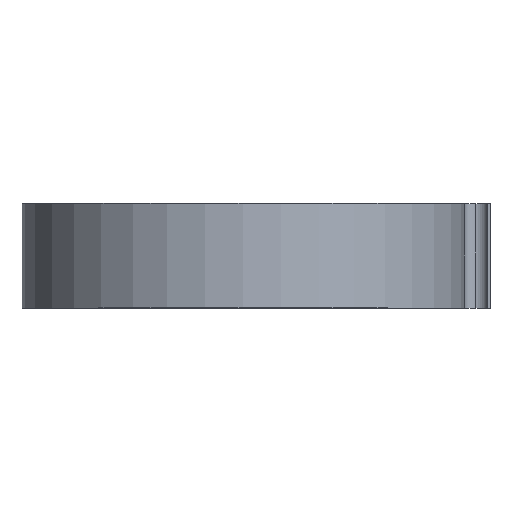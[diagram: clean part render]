
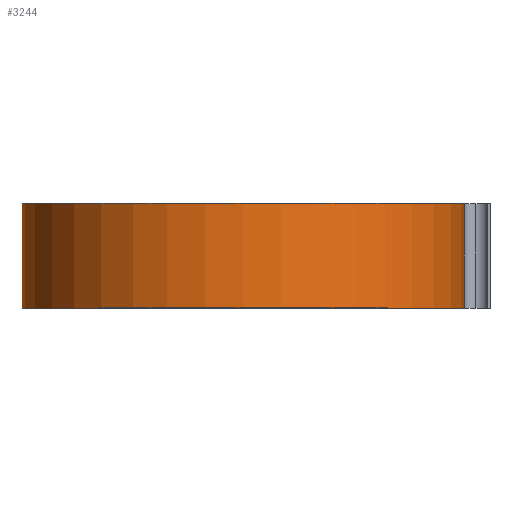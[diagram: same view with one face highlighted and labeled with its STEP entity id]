
A CAD part, top view. The second image highlights one B-rep face of the part: STEP entity #3244.
In plain terms, the highlighted cylindrical face has radius 46.499 mm (diameter 92.998 mm), a partial arc.
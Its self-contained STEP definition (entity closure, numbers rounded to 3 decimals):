
#132 = VERTEX_POINT ( 'NONE', #2715 ) ;
#159 = DIRECTION ( 'NONE',  ( 0., -1., 0. ) ) ;
#222 = DIRECTION ( 'NONE',  ( 1., 0., 0. ) ) ;
#272 = ORIENTED_EDGE ( 'NONE', *, *, #2940, .T. ) ;
#631 = FACE_OUTER_BOUND ( 'NONE', #2168, .T. ) ;
#669 = EDGE_CURVE ( 'NONE', #132, #2208, #2359, .T. ) ;
#915 = DIRECTION ( 'NONE',  ( 1., 0., 0. ) ) ;
#1213 = VECTOR ( 'NONE', #159, 1000. ) ;
#1466 = CARTESIAN_POINT ( 'NONE',  ( -46.499, 22., 0. ) ) ;
#1639 = DIRECTION ( 'NONE',  ( 0., -1., 0. ) ) ;
#1727 = AXIS2_PLACEMENT_3D ( 'NONE', #4630, #3832, #222 ) ;
#1743 = DIRECTION ( 'NONE',  ( 0., 0., -1. ) ) ;
#1937 = VERTEX_POINT ( 'NONE', #1466 ) ;
#2161 = ORIENTED_EDGE ( 'NONE', *, *, #669, .F. ) ;
#2168 = EDGE_LOOP ( 'NONE', ( #272, #2161, #3217, #3346 ) ) ;
#2208 = VERTEX_POINT ( 'NONE', #3285 ) ;
#2239 = CARTESIAN_POINT ( 'NONE',  ( -46.499, 22., 0. ) ) ;
#2256 = VERTEX_POINT ( 'NONE', #4042 ) ;
#2271 = DIRECTION ( 'NONE',  ( 0., -1., 0. ) ) ;
#2359 = LINE ( 'NONE', #2416, #4961 ) ;
#2416 = CARTESIAN_POINT ( 'NONE',  ( 46.499, 22., 0. ) ) ;
#2675 = CYLINDRICAL_SURFACE ( 'NONE', #4424, 46.499 ) ;
#2715 = CARTESIAN_POINT ( 'NONE',  ( 46.499, 22., 0. ) ) ;
#2940 = EDGE_CURVE ( 'NONE', #2256, #2208, #5029, .T. ) ;
#3217 = ORIENTED_EDGE ( 'NONE', *, *, #3543, .F. ) ;
#3244 = ADVANCED_FACE ( 'NONE', ( #631 ), #2675, .T. ) ;
#3285 = CARTESIAN_POINT ( 'NONE',  ( 46.499, 0., 0. ) ) ;
#3346 = ORIENTED_EDGE ( 'NONE', *, *, #3689, .T. ) ;
#3454 = LINE ( 'NONE', #2239, #1213 ) ;
#3543 = EDGE_CURVE ( 'NONE', #1937, #132, #4605, .T. ) ;
#3605 = CARTESIAN_POINT ( 'NONE',  ( 0., 22., 0. ) ) ;
#3689 = EDGE_CURVE ( 'NONE', #1937, #2256, #3454, .T. ) ;
#3751 = AXIS2_PLACEMENT_3D ( 'NONE', #3605, #4935, #915 ) ;
#3832 = DIRECTION ( 'NONE',  ( 0., 1., 0. ) ) ;
#4042 = CARTESIAN_POINT ( 'NONE',  ( -46.499, 0., 0. ) ) ;
#4424 = AXIS2_PLACEMENT_3D ( 'NONE', #4603, #2271, #1743 ) ;
#4603 = CARTESIAN_POINT ( 'NONE',  ( 0., 22., 0. ) ) ;
#4605 = CIRCLE ( 'NONE', #3751, 46.499 ) ;
#4630 = CARTESIAN_POINT ( 'NONE',  ( 0., 0., 0. ) ) ;
#4935 = DIRECTION ( 'NONE',  ( 0., 1., 0. ) ) ;
#4961 = VECTOR ( 'NONE', #1639, 1000. ) ;
#5029 = CIRCLE ( 'NONE', #1727, 46.499 ) ;
